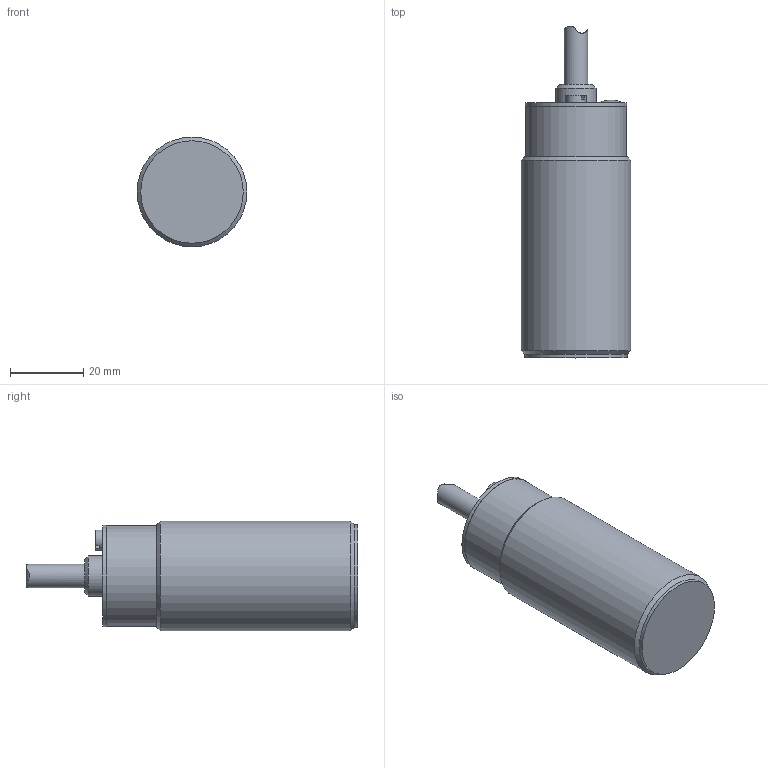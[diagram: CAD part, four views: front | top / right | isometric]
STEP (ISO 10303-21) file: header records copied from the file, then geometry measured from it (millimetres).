
FILE_DESCRIPTION(/* description */ (''),/* implementation_level */ '2;1');
FILE_NAME(/* name */ 'KA1394_Shrinkwrap_1.stp',/* time_stamp */ '2022-01-19T13:28:12+01:00',/* author */ ('Krieger Anja'),/* organization */ (''),/* preprocessor_version */ 'ST-DEVELOPER v18.1',/* originating_system */ 'Autodesk Inventor 2021',/* authorisation */ '');
FILE_SCHEMA (('AUTOMOTIVE_DESIGN { 1 0 10303 214 3 1 1 }'));
Length unit declared in the file: millimetre
Products named in the file (1): KA1394_Shrinkwrap_1
Bounding box: 30 x 90.67 x 30 mm (x, y, z)
Volume: 14070 mm3; surface area: 16187.2 mm2
Topology: 2 solids, 2 shells, 54 faces, 107 edges, 71 vertices
Faces by surface type: cylinder 23, plane 21, cone 6, torus 3, bspline 1
Full cylindrical faces by diameter (mm): 3 x2, 5.1 x1, 5.5 x1, 5.85 x2, 6 x1, 6.4 x2, 7.2 x1, 11 x1, 26 x2, 26.1 x1, 26.2 x2, 27 x1, 27.6 x1, 27.8 x1, 28 x1, 30 x1
Entity records: 1635 total; most frequent: CARTESIAN_POINT 318, DIRECTION 276, ORIENTED_EDGE 212, AXIS2_PLACEMENT_3D 120, EDGE_CURVE 106, VERTEX_POINT 71, EDGE_LOOP 69, CIRCLE 66
